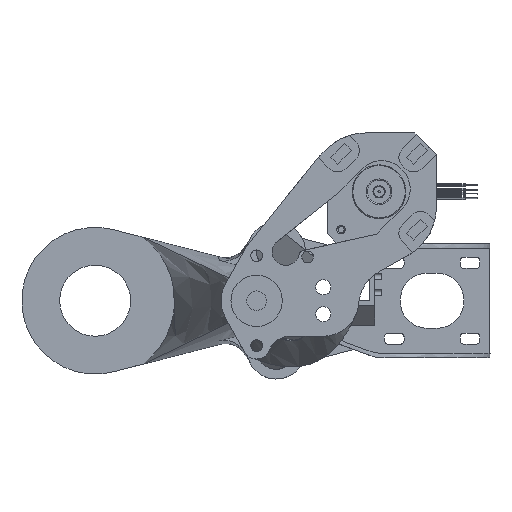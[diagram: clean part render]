
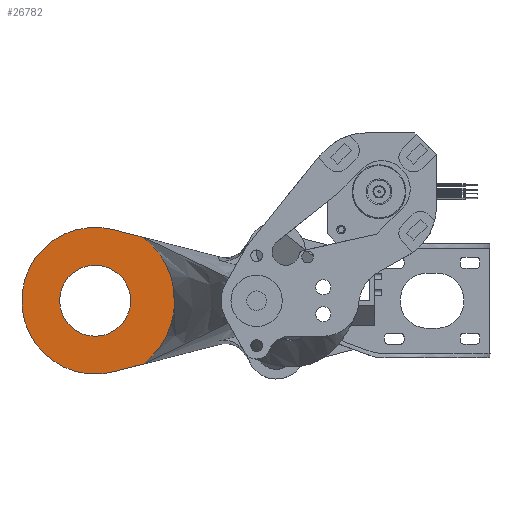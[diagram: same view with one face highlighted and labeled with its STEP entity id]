
A CAD part, front view. The second image highlights one B-rep face of the part: STEP entity #26782.
In plain terms, the highlighted planar face has unit normal (0, -1, 0).
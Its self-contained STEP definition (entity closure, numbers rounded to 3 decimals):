
#57=B_SPLINE_CURVE_WITH_KNOTS('',3,(#45112,#45113,#45114,#45115,#45116,
#45117,#45118),.UNSPECIFIED.,.F.,.F.,(4,1,1,1,4),(-1.,-0.857,
-0.571,-0.286,0.),.UNSPECIFIED.);
#1937=FACE_BOUND('',#5533,.T.);
#2386=PLANE('',#29764);
#3878=FACE_OUTER_BOUND('',#5532,.T.);
#5532=EDGE_LOOP('',(#23375,#23376,#23377,#23378));
#5533=EDGE_LOOP('',(#23379));
#7476=LINE('',#45121,#9589);
#7477=LINE('',#45124,#9590);
#9589=VECTOR('',#37102,10.);
#9590=VECTOR('',#37105,10.);
#11376=CIRCLE('',#29765,30.);
#11377=CIRCLE('',#29766,14.5);
#13276=VERTEX_POINT('',#44927);
#13291=VERTEX_POINT('',#45018);
#13299=VERTEX_POINT('',#45120);
#13300=VERTEX_POINT('',#45122);
#13301=VERTEX_POINT('',#45125);
#16751=EDGE_CURVE('',#13276,#13291,#57,.T.);
#16752=EDGE_CURVE('',#13291,#13299,#7476,.T.);
#16753=EDGE_CURVE('',#13299,#13300,#11376,.T.);
#16754=EDGE_CURVE('',#13300,#13276,#7477,.T.);
#16755=EDGE_CURVE('',#13301,#13301,#11377,.T.);
#23375=ORIENTED_EDGE('',*,*,#16751,.T.);
#23376=ORIENTED_EDGE('',*,*,#16752,.T.);
#23377=ORIENTED_EDGE('',*,*,#16753,.T.);
#23378=ORIENTED_EDGE('',*,*,#16754,.T.);
#23379=ORIENTED_EDGE('',*,*,#16755,.T.);
#26782=ADVANCED_FACE('',(#3878,#1937),#2386,.F.);
#29764=AXIS2_PLACEMENT_3D('',#45119,#37100,#37101);
#29765=AXIS2_PLACEMENT_3D('',#45123,#37103,#37104);
#29766=AXIS2_PLACEMENT_3D('',#45126,#37106,#37107);
#37100=DIRECTION('center_axis',(0.,1.,0.));
#37101=DIRECTION('ref_axis',(-1.,0.,0.));
#37102=DIRECTION('',(-0.968,0.,0.25));
#37103=DIRECTION('center_axis',(0.,-1.,0.));
#37104=DIRECTION('ref_axis',(0.25,0.,-0.968));
#37105=DIRECTION('',(0.968,0.,0.25));
#37106=DIRECTION('center_axis',(0.,1.,0.));
#37107=DIRECTION('ref_axis',(-1.,0.,0.));
#44927=CARTESIAN_POINT('',(-73.647,132.,-25.922));
#45018=CARTESIAN_POINT('',(-73.647,132.,25.922));
#45112=CARTESIAN_POINT('Ctrl Pts',(-73.647,132.,-25.922));
#45113=CARTESIAN_POINT('Ctrl Pts',(-71.367,132.,-24.199));
#45114=CARTESIAN_POINT('Ctrl Pts',(-65.203,132.,-18.129));
#45115=CARTESIAN_POINT('Ctrl Pts',(-59.497,132.,-4.481));
#45116=CARTESIAN_POINT('Ctrl Pts',(-61.837,132.,13.123));
#45117=CARTESIAN_POINT('Ctrl Pts',(-69.088,132.,22.475));
#45118=CARTESIAN_POINT('Ctrl Pts',(-73.647,132.,25.922));
#45119=CARTESIAN_POINT('Origin',(-65.25,132.,0.));
#45120=CARTESIAN_POINT('',(-85.75,132.,29.047));
#45121=CARTESIAN_POINT('',(-85.75,132.,29.047));
#45122=CARTESIAN_POINT('',(-85.75,132.,-29.047));
#45123=CARTESIAN_POINT('Origin',(-93.25,132.,0.));
#45124=CARTESIAN_POINT('',(-23.875,132.,-13.071));
#45125=CARTESIAN_POINT('',(-78.75,132.,0.));
#45126=CARTESIAN_POINT('Origin',(-93.25,132.,0.));
